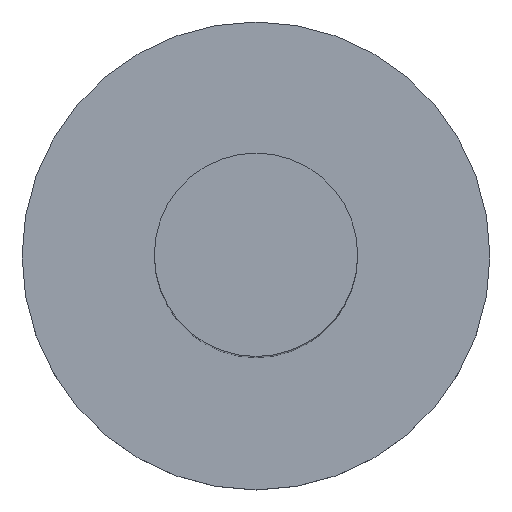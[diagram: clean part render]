
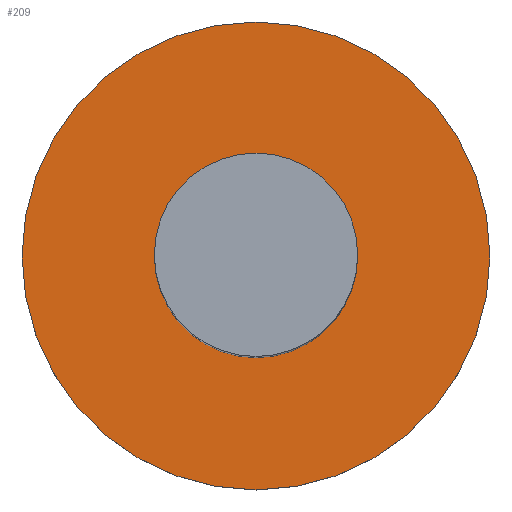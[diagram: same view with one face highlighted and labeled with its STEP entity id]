
A CAD part, top view. The second image highlights one B-rep face of the part: STEP entity #209.
In plain terms, the highlighted planar face has unit normal (0, 0, 1).
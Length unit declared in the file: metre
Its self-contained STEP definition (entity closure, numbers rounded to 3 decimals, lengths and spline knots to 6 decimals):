
#69=ORIENTED_EDGE('',*,*,#116,.F.);
#70=ORIENTED_EDGE('',*,*,#115,.T.);
#115=EDGE_CURVE('',#139,#139,#151,.T.);
#116=EDGE_CURVE('',#140,#140,#152,.T.);
#139=VERTEX_POINT('',#334);
#140=VERTEX_POINT('',#337);
#151=CIRCLE('',#238,0.003);
#152=CIRCLE('',#240,0.0069);
#160=EDGE_LOOP('',(#69));
#161=EDGE_LOOP('',(#70));
#180=FACE_BOUND('',#160,.T.);
#181=FACE_BOUND('',#161,.T.);
#197=PLANE('',#239);
#209=ADVANCED_FACE('',(#180,#181),#197,.F.);
#238=AXIS2_PLACEMENT_3D('',#333,#271,#272);
#239=AXIS2_PLACEMENT_3D('',#335,#273,#274);
#240=AXIS2_PLACEMENT_3D('',#336,#275,#276);
#271=DIRECTION('',(0.,0.,-1.));
#272=DIRECTION('',(-1.,0.,0.));
#273=DIRECTION('',(0.,0.,-1.));
#274=DIRECTION('',(-1.,0.,0.));
#275=DIRECTION('',(0.,0.,-1.));
#276=DIRECTION('',(-1.,0.,0.));
#333=CARTESIAN_POINT('',(0.,0.,-0.02));
#334=CARTESIAN_POINT('',(-0.003,0.,-0.02));
#335=CARTESIAN_POINT('',(0.003,0.,-0.02));
#336=CARTESIAN_POINT('',(0.,0.,-0.02));
#337=CARTESIAN_POINT('',(-0.0069,0.,-0.02));
